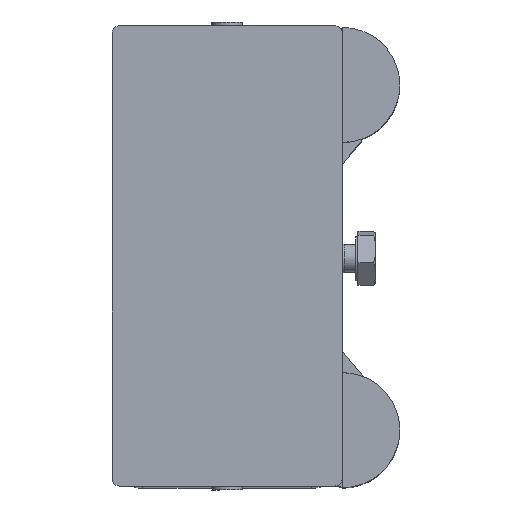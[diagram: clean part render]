
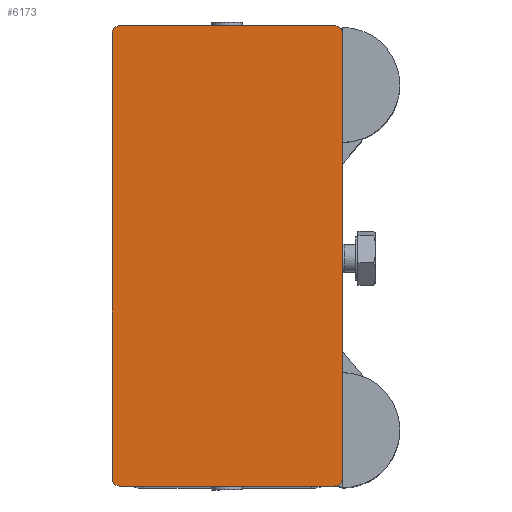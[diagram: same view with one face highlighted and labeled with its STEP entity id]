
A CAD part, top view. The second image highlights one B-rep face of the part: STEP entity #6173.
In plain terms, the highlighted face is planar.
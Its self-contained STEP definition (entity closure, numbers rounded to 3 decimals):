
#659=FACE_OUTER_BOUND($,#1033,.T.);
#1033=EDGE_LOOP($,(#5271,#5272,#5273,#5274,#5275,#5276,#5277,#5278));
#1194=CIRCLE($,#6548,2.);
#1195=CIRCLE($,#6551,2.);
#1196=CIRCLE($,#6554,2.);
#1197=CIRCLE($,#6557,2.);
#1673=LINE($,#10579,#2297);
#1677=LINE($,#10588,#2301);
#1680=LINE($,#10596,#2304);
#1683=LINE($,#10604,#2307);
#2297=VECTOR($,#7658,116.);
#2301=VECTOR($,#7668,56.);
#2304=VECTOR($,#7677,116.);
#2307=VECTOR($,#7686,56.);
#2917=VERTEX_POINT($,#10577);
#2918=VERTEX_POINT($,#10578);
#2919=VERTEX_POINT($,#10583);
#2920=VERTEX_POINT($,#10587);
#2921=VERTEX_POINT($,#10591);
#2922=VERTEX_POINT($,#10595);
#2923=VERTEX_POINT($,#10599);
#2924=VERTEX_POINT($,#10603);
#3712=EDGE_CURVE($,#2917,#2918,#1673,.T.);
#3715=EDGE_CURVE($,#2918,#2919,#1194,.T.);
#3717=EDGE_CURVE($,#2919,#2920,#1677,.T.);
#3719=EDGE_CURVE($,#2920,#2921,#1195,.T.);
#3721=EDGE_CURVE($,#2921,#2922,#1680,.T.);
#3723=EDGE_CURVE($,#2922,#2923,#1196,.T.);
#3725=EDGE_CURVE($,#2923,#2924,#1683,.T.);
#3727=EDGE_CURVE($,#2924,#2917,#1197,.T.);
#5271=ORIENTED_EDGE($,*,*,#3712,.F.);
#5272=ORIENTED_EDGE($,*,*,#3727,.F.);
#5273=ORIENTED_EDGE($,*,*,#3725,.F.);
#5274=ORIENTED_EDGE($,*,*,#3723,.F.);
#5275=ORIENTED_EDGE($,*,*,#3721,.F.);
#5276=ORIENTED_EDGE($,*,*,#3719,.F.);
#5277=ORIENTED_EDGE($,*,*,#3717,.F.);
#5278=ORIENTED_EDGE($,*,*,#3715,.F.);
#5839=PLANE($,#6558);
#6173=ADVANCED_FACE($,(#659),#5839,.F.);
#6548=AXIS2_PLACEMENT_3D($,#10584,#7663,#7664);
#6551=AXIS2_PLACEMENT_3D($,#10592,#7672,#7673);
#6554=AXIS2_PLACEMENT_3D($,#10600,#7681,#7682);
#6557=AXIS2_PLACEMENT_3D($,#10607,#7690,#7691);
#6558=AXIS2_PLACEMENT_3D($,#10608,#7692,#7693);
#7658=DIRECTION($,(1.,0.,0.));
#7663=DIRECTION('center_axis',(0.,1.,0.));
#7664=DIRECTION('ref_axis',(1.,0.,0.));
#7668=DIRECTION($,(0.,0.,-1.));
#7672=DIRECTION('center_axis',(0.,1.,0.));
#7673=DIRECTION('ref_axis',(0.,0.,-1.));
#7677=DIRECTION($,(-1.,0.,0.));
#7681=DIRECTION('center_axis',(0.,1.,0.));
#7682=DIRECTION('ref_axis',(-1.,0.,0.));
#7686=DIRECTION($,(0.,0.,1.));
#7690=DIRECTION('center_axis',(0.,1.,0.));
#7691=DIRECTION('ref_axis',(0.,0.,1.));
#7692=DIRECTION('center_axis',(0.,1.,0.));
#7693=DIRECTION('ref_axis',(0.,0.,1.));
#10577=CARTESIAN_POINT('',(3.909,-15.296,36.458));
#10578=CARTESIAN_POINT('',(119.909,-15.296,36.458));
#10579=CARTESIAN_POINT($,(119.909,-15.296,36.458));
#10583=CARTESIAN_POINT('',(121.909,-15.296,34.458));
#10584=CARTESIAN_POINT('Origin',(119.909,-15.296,34.458));
#10587=CARTESIAN_POINT('',(121.909,-15.296,-21.542));
#10588=CARTESIAN_POINT($,(121.909,-15.296,-21.542));
#10591=CARTESIAN_POINT('',(119.909,-15.296,-23.542));
#10592=CARTESIAN_POINT('Origin',(119.909,-15.296,-21.542));
#10595=CARTESIAN_POINT('',(3.909,-15.296,-23.542));
#10596=CARTESIAN_POINT($,(3.909,-15.296,-23.542));
#10599=CARTESIAN_POINT('',(1.909,-15.296,-21.542));
#10600=CARTESIAN_POINT('Origin',(3.909,-15.296,-21.542));
#10603=CARTESIAN_POINT('',(1.909,-15.296,34.458));
#10604=CARTESIAN_POINT($,(1.909,-15.296,34.458));
#10607=CARTESIAN_POINT('Origin',(3.909,-15.296,34.458));
#10608=CARTESIAN_POINT('Origin',(61.909,-15.296,6.458));
